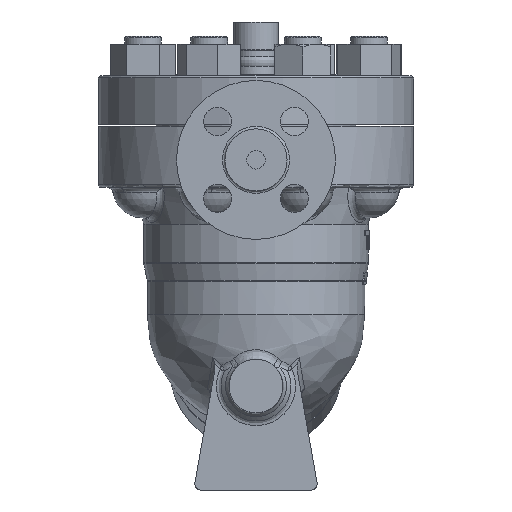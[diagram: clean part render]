
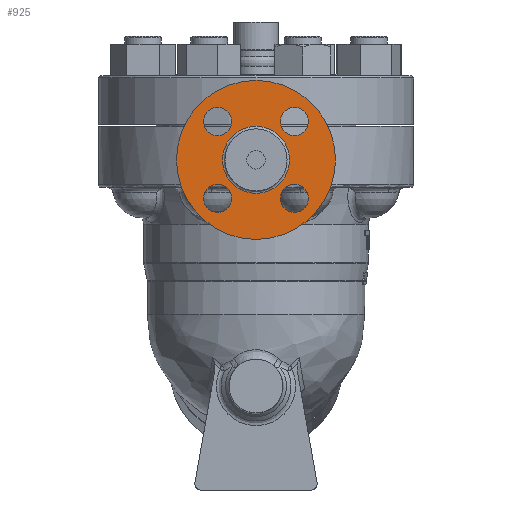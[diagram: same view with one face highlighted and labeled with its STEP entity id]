
A CAD part, left-side view. The second image highlights one B-rep face of the part: STEP entity #925.
In plain terms, the highlighted free-form (B-spline) face has degree [1, 1] with [2, 2] control points.
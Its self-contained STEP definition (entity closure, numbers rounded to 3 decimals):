
#592=CARTESIAN_POINT('',(-264.6,0.0,87.5));
#593=VERTEX_POINT('',#592);
#594=CARTESIAN_POINT('',(-264.6,0.0,22.5));
#595=DIRECTION('',(-1.0,0.0,0.0));
#596=DIRECTION('',(0.0,0.0,1.0));
#597=AXIS2_PLACEMENT_3D('',#594,#595,#596);
#598=CIRCLE('',#597,65.);
#599=EDGE_CURVE('',#593,#593,#598,.T.);
#806=CARTESIAN_POINT('',(-264.6,0.,49.9));
#807=VERTEX_POINT('',#806);
#808=CARTESIAN_POINT('',(-264.6,0.0,22.5));
#809=DIRECTION('',(-1.0,0.0,0.0));
#810=DIRECTION('',(0.0,0.0,-1.0));
#811=AXIS2_PLACEMENT_3D('',#808,#809,#810);
#812=CIRCLE('',#811,27.4);
#813=EDGE_CURVE('',#807,#807,#812,.T.);
#870=CARTESIAN_POINT('',(-264.6,65.,87.5));
#871=CARTESIAN_POINT('',(-264.6,65.,-42.5));
#872=CARTESIAN_POINT('',(-264.6,-65.,87.5));
#873=CARTESIAN_POINT('',(-264.6,-65.,-42.5));
#874=B_SPLINE_SURFACE_WITH_KNOTS('',1,1,((#870,#872),(#871,#873)),.UNSPECIFIED.,.F.,.F.,.U.,(2,2),(2,2),(0.0,130.),(0.0,130.),.UNSPECIFIED.);
#875=ORIENTED_EDGE('',*,*,#599,.T.);
#876=EDGE_LOOP('',(#875));
#877=FACE_OUTER_BOUND('',#876,.T.);
#878=CARTESIAN_POINT('',(-264.6,31.431,42.431));
#879=VERTEX_POINT('',#878);
#880=CARTESIAN_POINT('',(-264.6,31.431,53.931));
#881=DIRECTION('',(1.0,0.0,0.0));
#882=DIRECTION('',(0.0,0.0,-1.0));
#883=AXIS2_PLACEMENT_3D('',#880,#881,#882);
#884=CIRCLE('',#883,11.5);
#885=EDGE_CURVE('',#879,#879,#884,.T.);
#886=ORIENTED_EDGE('',*,*,#885,.T.);
#887=EDGE_LOOP('',(#886));
#888=FACE_BOUND('',#887,.T.);
#889=CARTESIAN_POINT('',(-264.6,19.931,-8.931));
#890=VERTEX_POINT('',#889);
#891=CARTESIAN_POINT('',(-264.6,31.431,-8.931));
#892=DIRECTION('',(1.0,0.0,0.0));
#893=DIRECTION('',(0.0,-1.0,0.0));
#894=AXIS2_PLACEMENT_3D('',#891,#892,#893);
#895=CIRCLE('',#894,11.5);
#896=EDGE_CURVE('',#890,#890,#895,.T.);
#897=ORIENTED_EDGE('',*,*,#896,.T.);
#898=EDGE_LOOP('',(#897));
#899=FACE_BOUND('',#898,.T.);
#900=CARTESIAN_POINT('',(-264.6,-31.431,2.569));
#901=VERTEX_POINT('',#900);
#902=CARTESIAN_POINT('',(-264.6,-31.431,-8.931));
#903=DIRECTION('',(1.0,0.0,0.0));
#904=DIRECTION('',(0.0,0.0,1.0));
#905=AXIS2_PLACEMENT_3D('',#902,#903,#904);
#906=CIRCLE('',#905,11.5);
#907=EDGE_CURVE('',#901,#901,#906,.T.);
#908=ORIENTED_EDGE('',*,*,#907,.T.);
#909=EDGE_LOOP('',(#908));
#910=FACE_BOUND('',#909,.T.);
#911=CARTESIAN_POINT('',(-264.6,-19.931,53.931));
#912=VERTEX_POINT('',#911);
#913=CARTESIAN_POINT('',(-264.6,-31.431,53.931));
#914=DIRECTION('',(1.0,0.0,0.0));
#915=DIRECTION('',(0.0,1.0,0.0));
#916=AXIS2_PLACEMENT_3D('',#913,#914,#915);
#917=CIRCLE('',#916,11.5);
#918=EDGE_CURVE('',#912,#912,#917,.T.);
#919=ORIENTED_EDGE('',*,*,#918,.T.);
#920=EDGE_LOOP('',(#919));
#921=FACE_BOUND('',#920,.T.);
#922=ORIENTED_EDGE('',*,*,#813,.F.);
#923=EDGE_LOOP('',(#922));
#924=FACE_BOUND('',#923,.T.);
#925=ADVANCED_FACE('',(#877,#888,#899,#910,#921,#924),#874,.T.);
